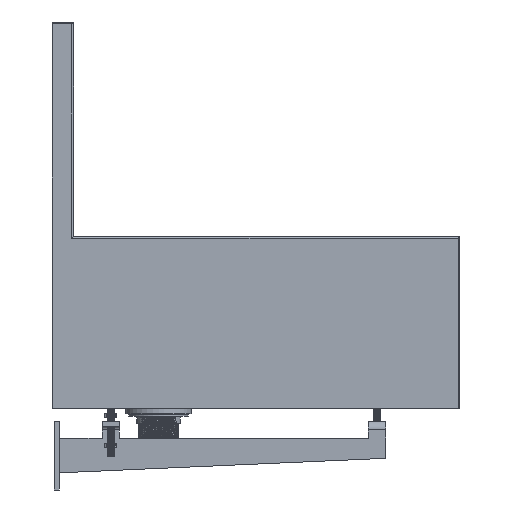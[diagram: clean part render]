
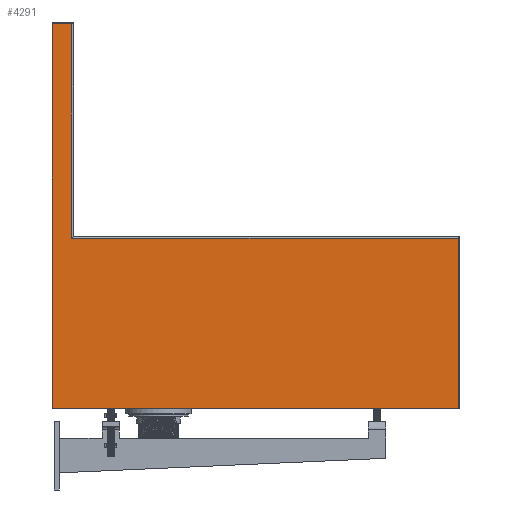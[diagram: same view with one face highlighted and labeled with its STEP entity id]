
A CAD part, left-side view. The second image highlights one B-rep face of the part: STEP entity #4291.
In plain terms, the highlighted planar face has unit normal (-1, 0, 0).
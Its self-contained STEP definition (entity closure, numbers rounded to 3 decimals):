
#344=LINE('',#41901,#1581);
#353=LINE('',#41919,#1590);
#354=LINE('',#41921,#1591);
#355=LINE('',#41923,#1592);
#356=LINE('',#41925,#1593);
#357=LINE('',#41927,#1594);
#1581=VECTOR('',#15163,1.);
#1590=VECTOR('',#15176,1.);
#1591=VECTOR('',#15177,1.);
#1592=VECTOR('',#15178,1.);
#1593=VECTOR('',#15179,1.);
#1594=VECTOR('',#15180,1.);
#3054=PLANE('',#13657);
#3578=FACE_OUTER_BOUND('',#5656,.T.);
#4291=ADVANCED_FACE('',(#3578),#3054,.F.);
#5656=EDGE_LOOP('',(#7100,#7101,#7102,#7103,#7104,#7105));
#7100=ORIENTED_EDGE('',*,*,#11614,.T.);
#7101=ORIENTED_EDGE('',*,*,#11624,.T.);
#7102=ORIENTED_EDGE('',*,*,#11625,.T.);
#7103=ORIENTED_EDGE('',*,*,#11626,.T.);
#7104=ORIENTED_EDGE('',*,*,#11627,.T.);
#7105=ORIENTED_EDGE('',*,*,#11628,.F.);
#10281=VERTEX_POINT('',#41900);
#10282=VERTEX_POINT('',#41902);
#10289=VERTEX_POINT('',#41920);
#10290=VERTEX_POINT('',#41922);
#10291=VERTEX_POINT('',#41924);
#10292=VERTEX_POINT('',#41926);
#11614=EDGE_CURVE('',#10282,#10281,#344,.T.);
#11624=EDGE_CURVE('',#10281,#10289,#353,.T.);
#11625=EDGE_CURVE('',#10289,#10290,#354,.T.);
#11626=EDGE_CURVE('',#10290,#10291,#355,.T.);
#11627=EDGE_CURVE('',#10291,#10292,#356,.T.);
#11628=EDGE_CURVE('',#10282,#10292,#357,.T.);
#13657=AXIS2_PLACEMENT_3D('',#41928,#15181,#15182);
#15163=DIRECTION('',(0.,-1.,0.));
#15176=DIRECTION('',(0.,0.,1.));
#15177=DIRECTION('',(0.,1.,0.));
#15178=DIRECTION('',(0.,0.,1.));
#15179=DIRECTION('',(0.,1.,0.));
#15180=DIRECTION('',(0.,0.,1.));
#15181=DIRECTION('',(1.,0.,0.));
#15182=DIRECTION('',(0.,0.,-1.));
#41900=CARTESIAN_POINT('',(0.,2.,-200.));
#41901=CARTESIAN_POINT('',(0.,550.,-200.));
#41902=CARTESIAN_POINT('',(0.,475.,-200.));
#41919=CARTESIAN_POINT('',(0.,2.,-12.));
#41920=CARTESIAN_POINT('',(0.,2.,-2.));
#41921=CARTESIAN_POINT('',(0.,450.,-2.));
#41922=CARTESIAN_POINT('',(0.,452.,-2.));
#41923=CARTESIAN_POINT('',(0.,452.,-12.));
#41924=CARTESIAN_POINT('',(0.,452.,248.));
#41925=CARTESIAN_POINT('',(0.,0.,248.));
#41926=CARTESIAN_POINT('',(0.,475.,248.));
#41927=CARTESIAN_POINT('',(0.,475.,0.));
#41928=CARTESIAN_POINT('',(0.,0.,-12.));
